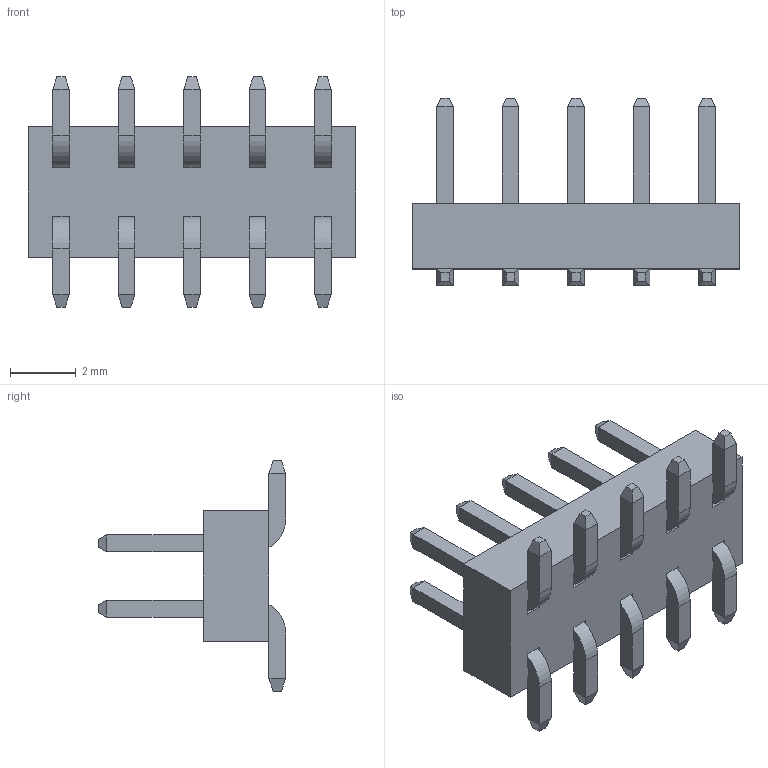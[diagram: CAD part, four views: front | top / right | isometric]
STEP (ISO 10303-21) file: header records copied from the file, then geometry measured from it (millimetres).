
FILE_DESCRIPTION(/* description */ ('STEP AP214'),/* implementation_level */ '2;1');
FILE_NAME(/* name */ 'TMMH-105-01-T-DV',/* time_stamp */ '2023-01-05T10:22:20+01:00',/* author */ ('License CC BY-ND 4.0'),/* organization */ ('CADENAS'),/* preprocessor_version */ 'ST-DEVELOPER v18.102',/* originating_system */ 'PARTsolutions',/* authorisation */ ' ');
FILE_SCHEMA (('AUTOMOTIVE_DESIGN {1 0 10303 214 3 1 1}'));
Length unit declared in the file: inch
Products named in the file (4): TMMH-105-01-T-DV; TMMH-105-01-T-DV-sm_pins2; TMMH-105-01-T-DV_pins1; TMMH-105-01-T-DV_body
Assembly tree (3 placements, depth 2):
  TMMH-105-01-T-DV
    TMMH-105-01-T-DV-sm_pins2
    TMMH-105-01-T-DV_pins1
    TMMH-105-01-T-DV_body
Bounding box: 10 x 5.71 x 7.04 mm (x, y, z)
Volume: 106 mm3; surface area: 439 mm2
Topology: 3 solids, 3 shells, 282 faces, 724 edges, 456 vertices
Faces by surface type: plane 262, cylinder 20
Entity records: 8452 total; most frequent: CARTESIAN_POINT 1466, ORIENTED_EDGE 1448, DIRECTION 1336, EDGE_CURVE 724, LINE 684, VECTOR 684, VERTEX_POINT 456, AXIS2_PLACEMENT_3D 326
